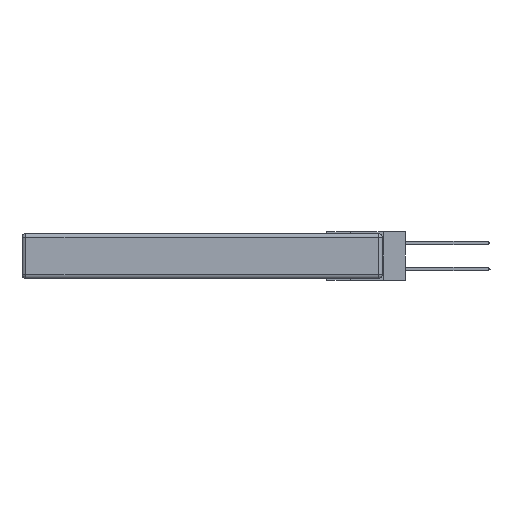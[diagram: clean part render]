
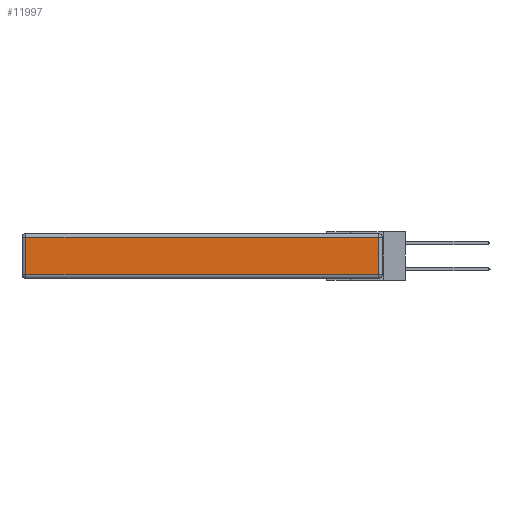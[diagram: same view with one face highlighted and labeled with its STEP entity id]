
A CAD part, left-side view. The second image highlights one B-rep face of the part: STEP entity #11997.
In plain terms, the highlighted planar face has unit normal (-1, 0, 0).
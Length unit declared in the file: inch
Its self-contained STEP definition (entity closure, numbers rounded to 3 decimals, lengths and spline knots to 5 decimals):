
#45 = CARTESIAN_POINT ( 'NONE',  ( 0., 0.03, -0.313 ) ) ;
#549 = DIRECTION ( 'NONE',  ( 0., 1., 0. ) ) ;
#1375 = VECTOR ( 'NONE', #8082, 39.37008 ) ;
#1445 = ORIENTED_EDGE ( 'NONE', *, *, #20545, .T. ) ;
#3541 = CARTESIAN_POINT ( 'NONE',  ( 0., 0.03, -0.03 ) ) ;
#5246 = LINE ( 'NONE', #19451, #8638 ) ;
#5462 = VERTEX_POINT ( 'NONE', #45 ) ;
#6873 = EDGE_CURVE ( 'NONE', #17308, #19261, #5246, .T. ) ;
#7235 = VECTOR ( 'NONE', #8000, 39.37008 ) ;
#7413 = CARTESIAN_POINT ( 'NONE',  ( 0., 2.72, -0.313 ) ) ;
#8000 = DIRECTION ( 'NONE',  ( 0., 0., -1. ) ) ;
#8082 = DIRECTION ( 'NONE',  ( 0., 0., 1. ) ) ;
#8538 = ORIENTED_EDGE ( 'NONE', *, *, #9303, .T. ) ;
#8638 = VECTOR ( 'NONE', #549, 39.37008 ) ;
#8753 = CARTESIAN_POINT ( 'NONE',  ( 0., 0., -0.343 ) ) ;
#9303 = EDGE_CURVE ( 'NONE', #21331, #5462, #18969, .T. ) ;
#9575 = ORIENTED_EDGE ( 'NONE', *, *, #20934, .T. ) ;
#10883 = ORIENTED_EDGE ( 'NONE', *, *, #6873, .T. ) ;
#11109 = EDGE_LOOP ( 'NONE', ( #8538, #9575, #10883, #1445 ) ) ;
#11771 = CARTESIAN_POINT ( 'NONE',  ( 0., 0.03, -0.343 ) ) ;
#11997 = ADVANCED_FACE ( 'NONE', ( #20951 ), #12004, .T. ) ;
#12004 = PLANE ( 'NONE',  #20661 ) ;
#14402 = LINE ( 'NONE', #19517, #7235 ) ;
#16938 = DIRECTION ( 'NONE',  ( 0., 0., 1. ) ) ;
#17308 = VERTEX_POINT ( 'NONE', #3541 ) ;
#17596 = DIRECTION ( 'NONE',  ( 0., -1., 0. ) ) ;
#18259 = CARTESIAN_POINT ( 'NONE',  ( 0., 2.72, -0.03 ) ) ;
#18703 = VECTOR ( 'NONE', #17596, 39.37008 ) ;
#18783 = DIRECTION ( 'NONE',  ( -1., 0., 0. ) ) ;
#18969 = LINE ( 'NONE', #19219, #18703 ) ;
#19219 = CARTESIAN_POINT ( 'NONE',  ( 0., 0., -0.313 ) ) ;
#19261 = VERTEX_POINT ( 'NONE', #18259 ) ;
#19451 = CARTESIAN_POINT ( 'NONE',  ( 0., 2.75, -0.03 ) ) ;
#19517 = CARTESIAN_POINT ( 'NONE',  ( 0., 2.72, -0.343 ) ) ;
#20545 = EDGE_CURVE ( 'NONE', #19261, #21331, #14402, .T. ) ;
#20661 = AXIS2_PLACEMENT_3D ( 'NONE', #8753, #18783, #16938 ) ;
#20934 = EDGE_CURVE ( 'NONE', #5462, #17308, #21245, .T. ) ;
#20951 = FACE_OUTER_BOUND ( 'NONE', #11109, .T. ) ;
#21245 = LINE ( 'NONE', #11771, #1375 ) ;
#21331 = VERTEX_POINT ( 'NONE', #7413 ) ;
